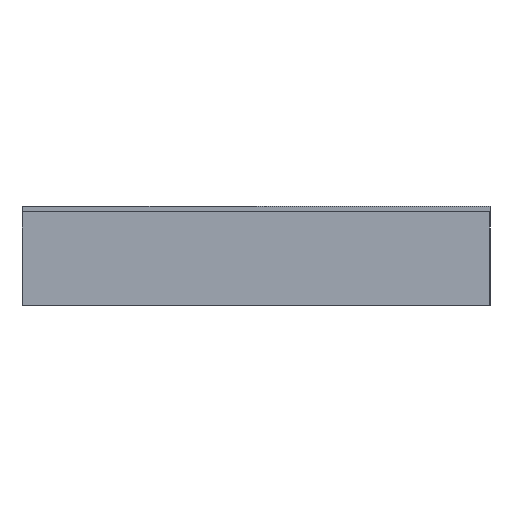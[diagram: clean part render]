
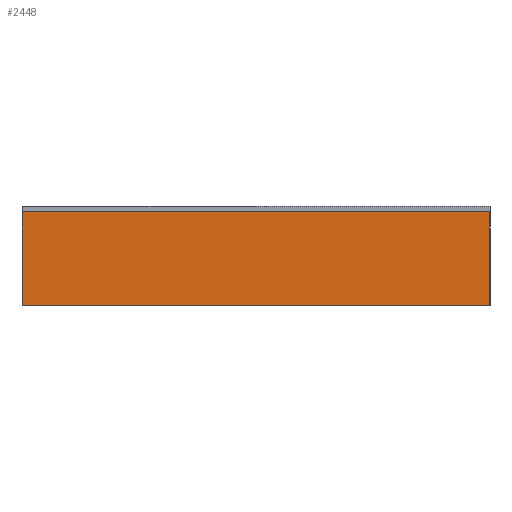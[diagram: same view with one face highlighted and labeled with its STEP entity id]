
A CAD part, left-side view. The second image highlights one B-rep face of the part: STEP entity #2448.
In plain terms, the highlighted planar face has unit normal (-1, 0, 0).
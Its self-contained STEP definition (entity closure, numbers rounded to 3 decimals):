
#152=ORIENTED_EDGE('',*,*,#603,.F.);
#153=ORIENTED_EDGE('',*,*,#633,.F.);
#154=ORIENTED_EDGE('',*,*,#615,.T.);
#155=ORIENTED_EDGE('',*,*,#631,.T.);
#603=EDGE_CURVE('',#855,#856,#1026,.T.);
#615=EDGE_CURVE('',#865,#864,#1038,.T.);
#631=EDGE_CURVE('',#864,#856,#1054,.T.);
#633=EDGE_CURVE('',#865,#855,#1056,.T.);
#855=VERTEX_POINT('',#3078);
#856=VERTEX_POINT('',#3080);
#864=VERTEX_POINT('',#3100);
#865=VERTEX_POINT('',#3102);
#1026=LINE('',#3079,#1248);
#1038=LINE('',#3101,#1260);
#1054=LINE('',#3131,#1276);
#1056=LINE('',#3135,#1278);
#1248=VECTOR('',#2664,1000.);
#1260=VECTOR('',#2678,1000.);
#1276=VECTOR('',#2704,1000.);
#1278=VECTOR('',#2710,1000.);
#1457=EDGE_LOOP('',(#152,#153,#154,#155));
#1566=FACE_BOUND('',#1457,.T.);
#1675=PLANE('',#2551);
#2448=ADVANCED_FACE('',(#1566),#1675,.T.);
#2551=AXIS2_PLACEMENT_3D('',#3136,#2711,#2712);
#2664=DIRECTION('',(0.,0.,1.));
#2678=DIRECTION('',(0.,0.,1.));
#2704=DIRECTION('',(0.,1.,0.));
#2710=DIRECTION('',(0.,1.,0.));
#2711=DIRECTION('',(-1.,0.,0.));
#2712=DIRECTION('',(0.,0.,1.));
#3078=CARTESIAN_POINT('',(-1.55,1.3,0.02));
#3079=CARTESIAN_POINT('',(-1.55,1.3,0.02));
#3080=CARTESIAN_POINT('',(-1.55,1.3,0.54));
#3100=CARTESIAN_POINT('',(-1.55,-1.3,0.54));
#3101=CARTESIAN_POINT('',(-1.55,-1.3,0.02));
#3102=CARTESIAN_POINT('',(-1.55,-1.3,0.02));
#3131=CARTESIAN_POINT('',(-1.55,-1.3,0.54));
#3135=CARTESIAN_POINT('',(-1.55,-1.3,0.02));
#3136=CARTESIAN_POINT('',(-1.55,-1.3,0.02));
